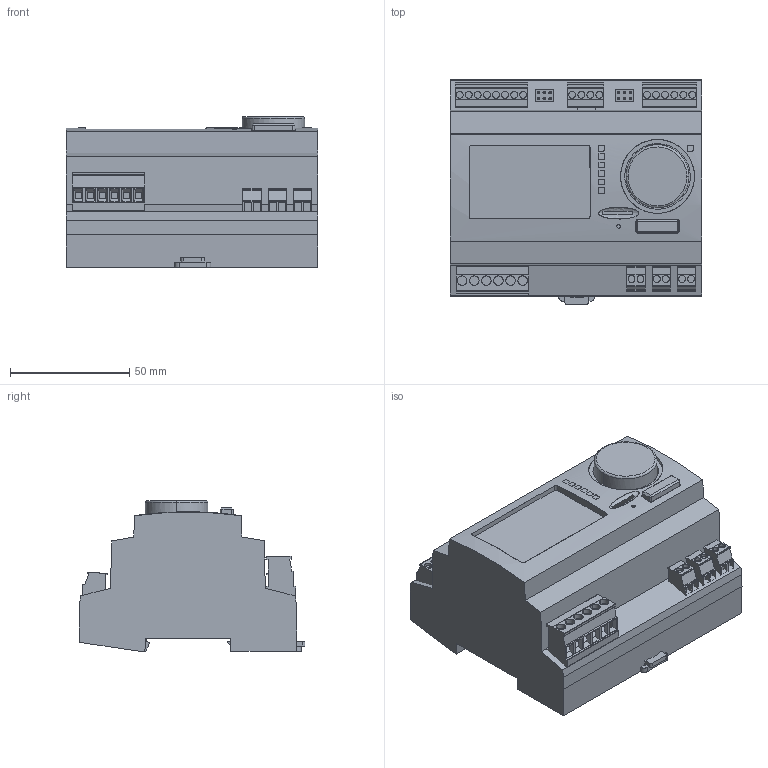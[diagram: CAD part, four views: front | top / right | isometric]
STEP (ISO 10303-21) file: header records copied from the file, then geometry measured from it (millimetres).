
FILE_DESCRIPTION(/* description */ (''),/* implementation_level */ '2;1');
FILE_NAME(/* name */ 'EZ3',/* time_stamp */ '2022-02-22T09:55:56+01:00',/* author */ (''),/* organization */ (''),/* preprocessor_version */ 'ST-DEVELOPER v16.5',/* originating_system */ 'Rhino 7.15',/* authorisation */ '');
FILE_SCHEMA (('AUTOMOTIVE_DESIGN'));
Length unit declared in the file: millimetre
Products named in the file (1): Document
Bounding box: 105.74 x 94.78 x 63.3 mm (x, y, z)
Volume: 7778.3 mm3; surface area: 50884.8 mm2
Topology: 40 solids, 63 shells, 711 faces, 1732 edges, 1161 vertices
Faces by surface type: plane 460, cylinder 187, bspline 64
Entity records: 23853 total; most frequent: CARTESIAN_POINT 11737, ORIENTED_EDGE 3296, EDGE_CURVE 1725, VERTEX_POINT 1148, B_SPLINE_CURVE_WITH_KNOTS 998, EDGE_LOOP 763, ADVANCED_FACE 711, FACE_OUTER_BOUND 711
